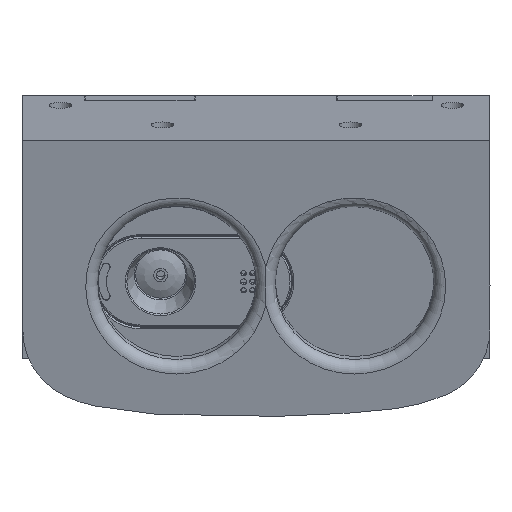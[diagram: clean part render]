
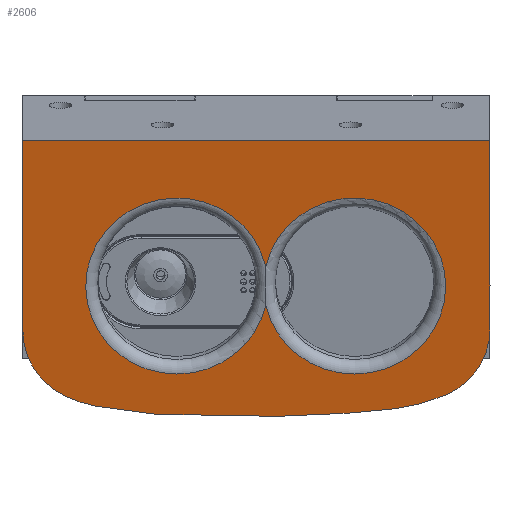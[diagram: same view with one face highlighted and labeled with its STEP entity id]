
A CAD part, front view. The second image highlights one B-rep face of the part: STEP entity #2606.
In plain terms, the highlighted planar face has unit normal (0, -0.966, -0.259).
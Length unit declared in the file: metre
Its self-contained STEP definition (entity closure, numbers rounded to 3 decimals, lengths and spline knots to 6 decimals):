
#72=ELLIPSE('',#2852,0.014953,0.004807);
#195=LINE('',#6202,#401);
#196=LINE('',#6235,#402);
#197=LINE('',#6239,#403);
#198=LINE('',#6241,#404);
#199=LINE('',#6242,#405);
#401=VECTOR('',#3288,1.);
#402=VECTOR('',#3293,1.);
#403=VECTOR('',#3296,1.);
#404=VECTOR('',#3297,1.);
#405=VECTOR('',#3298,1.);
#568=FACE_BOUND('',#945,.T.);
#658=CIRCLE('',#2834,0.015383);
#662=CIRCLE('',#2838,0.015383);
#663=CIRCLE('',#2840,0.015383);
#667=CIRCLE('',#2844,0.015383);
#670=CIRCLE('',#2850,0.0127);
#671=CIRCLE('',#2851,0.0127);
#766=FACE_OUTER_BOUND('',#944,.T.);
#944=EDGE_LOOP('',(#2032,#2033,#2034,#2035,#2036,#2037,#2038,#2039,#2040));
#945=EDGE_LOOP('',(#2041,#2042,#2043,#2044));
#1070=B_SPLINE_CURVE_WITH_KNOTS('',3,(#6206,#6207,#6208,#6209,#6210,#6211,
#6212,#6213,#6214,#6215,#6216,#6217,#6218,#6219,#6220,#6221,#6222,#6223,
#6224,#6225,#6226,#6227,#6228,#6229,#6230,#6231),.UNSPECIFIED.,.F.,.F.,
(4,1,1,1,1,1,1,1,1,1,1,1,1,1,1,1,1,1,1,1,1,1,1,4),(0.584244,0.602655,
0.611861,0.621066,0.630272,0.639477,
0.657889,0.6763,0.694711,0.713122,0.731533,
0.749944,0.768355,0.786766,0.805178,
0.814383,0.823589,0.832794,0.837397,
0.842,0.851205,0.860411,0.869616,
0.878822),.UNSPECIFIED.);
#1195=VERTEX_POINT('',#6158);
#1196=VERTEX_POINT('',#6159);
#1197=VERTEX_POINT('',#6174);
#1200=VERTEX_POINT('',#6183);
#1205=VERTEX_POINT('',#6200);
#1206=VERTEX_POINT('',#6201);
#1207=VERTEX_POINT('',#6203);
#1208=VERTEX_POINT('',#6205);
#1209=VERTEX_POINT('',#6232);
#1210=VERTEX_POINT('',#6234);
#1211=VERTEX_POINT('',#6236);
#1212=VERTEX_POINT('',#6238);
#1213=VERTEX_POINT('',#6240);
#1488=EDGE_CURVE('',#1196,#1197,#658,.T.);
#1492=EDGE_CURVE('',#1197,#1195,#662,.T.);
#1493=EDGE_CURVE('',#1195,#1200,#663,.T.);
#1497=EDGE_CURVE('',#1200,#1196,#667,.T.);
#1502=EDGE_CURVE('',#1205,#1206,#195,.T.);
#1503=EDGE_CURVE('',#1205,#1207,#670,.T.);
#1504=EDGE_CURVE('',#1208,#1207,#1070,.T.);
#1505=EDGE_CURVE('',#1208,#1209,#671,.T.);
#1506=EDGE_CURVE('',#1210,#1209,#196,.T.);
#1507=EDGE_CURVE('',#1211,#1210,#72,.T.);
#1508=EDGE_CURVE('',#1211,#1212,#197,.T.);
#1509=EDGE_CURVE('',#1212,#1213,#198,.T.);
#1510=EDGE_CURVE('',#1206,#1213,#199,.T.);
#2032=ORIENTED_EDGE('',*,*,#1502,.F.);
#2033=ORIENTED_EDGE('',*,*,#1503,.T.);
#2034=ORIENTED_EDGE('',*,*,#1504,.F.);
#2035=ORIENTED_EDGE('',*,*,#1505,.T.);
#2036=ORIENTED_EDGE('',*,*,#1506,.F.);
#2037=ORIENTED_EDGE('',*,*,#1507,.F.);
#2038=ORIENTED_EDGE('',*,*,#1508,.T.);
#2039=ORIENTED_EDGE('',*,*,#1509,.T.);
#2040=ORIENTED_EDGE('',*,*,#1510,.F.);
#2041=ORIENTED_EDGE('',*,*,#1488,.F.);
#2042=ORIENTED_EDGE('',*,*,#1497,.F.);
#2043=ORIENTED_EDGE('',*,*,#1493,.F.);
#2044=ORIENTED_EDGE('',*,*,#1492,.F.);
#2479=PLANE('',#2849);
#2606=ADVANCED_FACE('',(#766,#568),#2479,.T.);
#2834=AXIS2_PLACEMENT_3D('',#6175,#3254,#3255);
#2838=AXIS2_PLACEMENT_3D('',#6181,#3262,#3263);
#2840=AXIS2_PLACEMENT_3D('',#6184,#3266,#3267);
#2844=AXIS2_PLACEMENT_3D('',#6190,#3274,#3275);
#2849=AXIS2_PLACEMENT_3D('',#6199,#3286,#3287);
#2850=AXIS2_PLACEMENT_3D('',#6204,#3289,#3290);
#2851=AXIS2_PLACEMENT_3D('',#6233,#3291,#3292);
#2852=AXIS2_PLACEMENT_3D('',#6237,#3294,#3295);
#3254=DIRECTION('center_axis',(0.,-0.966,-0.259));
#3255=DIRECTION('ref_axis',(1.,0.,0.));
#3262=DIRECTION('center_axis',(0.,-0.966,-0.259));
#3263=DIRECTION('ref_axis',(1.,0.,0.));
#3266=DIRECTION('center_axis',(0.,-0.966,-0.259));
#3267=DIRECTION('ref_axis',(1.,0.,0.));
#3274=DIRECTION('center_axis',(0.,-0.966,-0.259));
#3275=DIRECTION('ref_axis',(1.,0.,0.));
#3286=DIRECTION('center_axis',(0.,-0.966,-0.259));
#3287=DIRECTION('ref_axis',(1.,0.,0.));
#3288=DIRECTION('',(0.,-0.259,0.966));
#3289=DIRECTION('center_axis',(0.,-0.966,-0.259));
#3290=DIRECTION('ref_axis',(0.,0.259,-0.966));
#3291=DIRECTION('center_axis',(0.,-0.966,-0.259));
#3292=DIRECTION('ref_axis',(0.,0.259,-0.966));
#3293=DIRECTION('',(0.,0.259,-0.966));
#3294=DIRECTION('center_axis',(0.,0.966,0.259));
#3295=DIRECTION('ref_axis',(-0.296,-0.247,0.923));
#3296=DIRECTION('',(1.,0.,0.));
#3297=DIRECTION('',(0.,-0.259,0.966));
#3298=DIRECTION('',(1.,0.,0.));
#6158=CARTESIAN_POINT('',(0.037242,-0.004627,0.05788));
#6159=CARTESIAN_POINT('',(0.037242,-0.002862,0.051291));
#6174=CARTESIAN_POINT('',(0.052242,0.000237,0.039727));
#6175=CARTESIAN_POINT('Origin',(0.052242,-0.003744,
0.054585));
#6181=CARTESIAN_POINT('Origin',(0.052242,-0.003744,
0.054585));
#6183=CARTESIAN_POINT('',(0.022242,0.000237,0.039727));
#6184=CARTESIAN_POINT('Origin',(0.022242,-0.003744,
0.054585));
#6190=CARTESIAN_POINT('Origin',(0.022242,-0.003744,
0.054585));
#6199=CARTESIAN_POINT('Origin',(0.035678,-0.004483,
0.057344));
#6200=CARTESIAN_POINT('',(-0.003746,-0.001717,0.047019));
#6201=CARTESIAN_POINT('',(-0.003746,-0.010314,0.079104));
#6202=CARTESIAN_POINT('',(-0.003746,-0.007123,0.067195));
#6203=CARTESIAN_POINT('',(0.003254,0.00122,0.036057));
#6204=CARTESIAN_POINT('Origin',(0.008954,-0.001717,
0.047019));
#6205=CARTESIAN_POINT('',(0.067715,0.001181,0.036205));
#6206=CARTESIAN_POINT('Ctrl Pts',(0.067715,0.001181,
0.036205));
#6207=CARTESIAN_POINT('Ctrl Pts',(0.066577,0.001316,
0.035699));
#6208=CARTESIAN_POINT('Ctrl Pts',(0.064936,0.001466,
0.035139));
#6209=CARTESIAN_POINT('Ctrl Pts',(0.063014,0.001606,
0.034619));
#6210=CARTESIAN_POINT('Ctrl Pts',(0.061616,0.001691,
0.034299));
#6211=CARTESIAN_POINT('Ctrl Pts',(0.060252,0.00176,
0.034043));
#6212=CARTESIAN_POINT('Ctrl Pts',(0.058488,0.001833,
0.033769));
#6213=CARTESIAN_POINT('Ctrl Pts',(0.056168,0.001906,
0.033497));
#6214=CARTESIAN_POINT('Ctrl Pts',(0.052781,0.00198,
0.033221));
#6215=CARTESIAN_POINT('Ctrl Pts',(0.04829,0.002057,
0.032933));
#6216=CARTESIAN_POINT('Ctrl Pts',(0.04298,0.002123,
0.032687));
#6217=CARTESIAN_POINT('Ctrl Pts',(0.037086,0.002166,
0.032526));
#6218=CARTESIAN_POINT('Ctrl Pts',(0.030861,0.002172,
0.032505));
#6219=CARTESIAN_POINT('Ctrl Pts',(0.024746,0.00214,
0.032625));
#6220=CARTESIAN_POINT('Ctrl Pts',(0.019159,0.002072,
0.03288));
#6221=CARTESIAN_POINT('Ctrl Pts',(0.015201,0.001982,
0.033213));
#6222=CARTESIAN_POINT('Ctrl Pts',(0.01265,0.001889,
0.033563));
#6223=CARTESIAN_POINT('Ctrl Pts',(0.011066,0.001816,
0.033833));
#6224=CARTESIAN_POINT('Ctrl Pts',(0.010005,0.001761,
0.034039));
#6225=CARTESIAN_POINT('Ctrl Pts',(0.009334,0.001726,
0.034171));
#6226=CARTESIAN_POINT('Ctrl Pts',(0.008746,0.001696,
0.034282));
#6227=CARTESIAN_POINT('Ctrl Pts',(0.007808,0.001648,
0.03446));
#6228=CARTESIAN_POINT('Ctrl Pts',(0.006353,0.001552,
0.034818));
#6229=CARTESIAN_POINT('Ctrl Pts',(0.004766,0.001404,
0.03537));
#6230=CARTESIAN_POINT('Ctrl Pts',(0.003761,0.001286,
0.035811));
#6231=CARTESIAN_POINT('Ctrl Pts',(0.003254,0.00122,
0.036057));
#6232=CARTESIAN_POINT('',(0.075102,-0.001805,0.047347));
#6233=CARTESIAN_POINT('Origin',(0.062402,-0.001805,
0.047347));
#6234=CARTESIAN_POINT('',(0.075102,-0.003753,0.05462));
#6235=CARTESIAN_POINT('',(0.075102,-0.002779,0.050983));
#6236=CARTESIAN_POINT('',(0.075091,-0.003932,0.055285));
#6237=CARTESIAN_POINT('Origin',(0.068722,-0.006055,
0.063209));
#6238=CARTESIAN_POINT('',(0.075102,-0.003932,0.055285));
#6239=CARTESIAN_POINT('',(0.075096,-0.003932,0.055285));
#6240=CARTESIAN_POINT('',(0.075102,-0.010314,0.079104));
#6241=CARTESIAN_POINT('',(0.075102,-0.007123,0.067195));
#6242=CARTESIAN_POINT('',(0.035678,-0.010314,0.079104));
